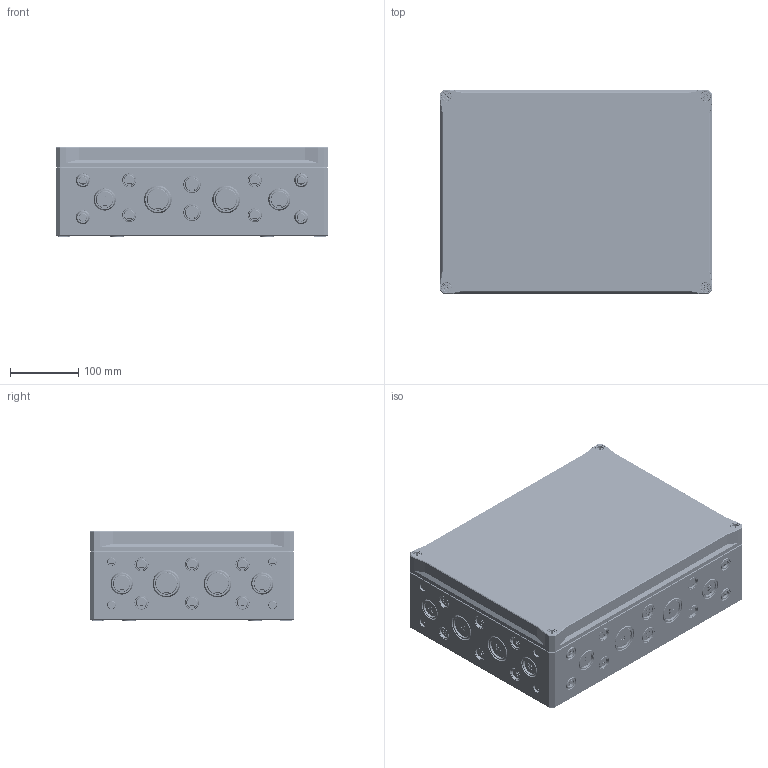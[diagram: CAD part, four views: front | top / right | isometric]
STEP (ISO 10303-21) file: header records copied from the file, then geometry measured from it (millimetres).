
FILE_DESCRIPTION(/* description */ (''),/* implementation_level */ '2;1');
FILE_NAME(/* name */ '0902104330 - MBI-L 403013 M.stp',/* time_stamp */ '2024-05-29T07:41:42+02:00',/* author */ ('alexander.rose'),/* organization */ (''),/* preprocessor_version */ 'ST-DEVELOPER v18.1',/* originating_system */ 'Autodesk Inventor 2022',/* authorisation */ '');
FILE_SCHEMA (('AUTOMOTIVE_DESIGN { 1 0 10303 214 3 1 1 }'));
Products named in the file (5): 0902104330 - MBI-L 403013 M; Dichtung_4030xx; 0901104331-OT_403003; 0902104312-UT_403010 - M; Schraube M14
Assembly tree (7 placements, depth 2):
  0902104330 - MBI-L 403013 M
    Dichtung_4030xx
    0901104331-OT_403003
    0902104312-UT_403010 - M
    Schraube M14  x4
Bounding box: 400 x 300 x 132 mm (x, y, z)
Volume: 1918822.4 mm3; surface area: 1006794.7 mm2
Topology: 7 solids, 7 shells, 10633 faces, 26214 edges, 16564 vertices
Faces by surface type: plane 4179, bspline 3216, torus 1102, cylinder 908, cone 900, sphere 328
Full cylindrical faces by diameter (mm): 4.2 x116, 8 x4, 14 x8
Entity records: 308588 total; most frequent: CARTESIAN_POINT 95530, ORIENTED_EDGE 47404, DIRECTION 37944, EDGE_CURVE 23702, VERTEX_POINT 15154, AXIS2_PLACEMENT_3D 13142, LINE 11660, VECTOR 11660
